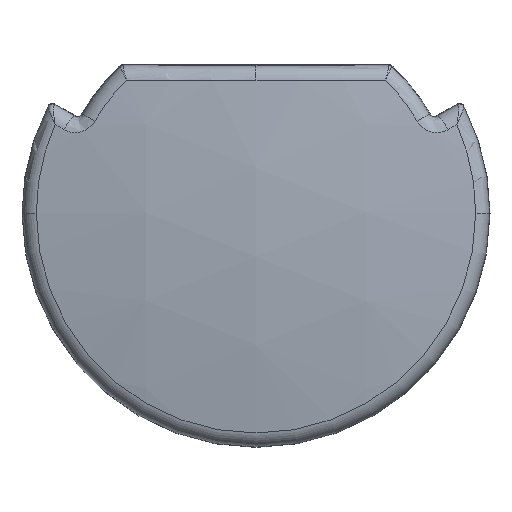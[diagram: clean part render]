
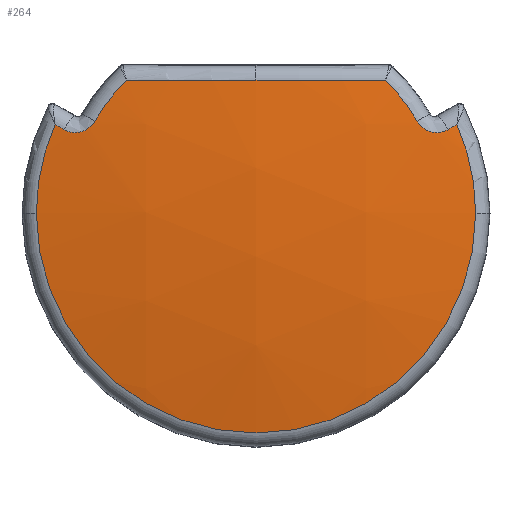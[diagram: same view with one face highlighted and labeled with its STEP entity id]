
A CAD part, top view. The second image highlights one B-rep face of the part: STEP entity #264.
In plain terms, the highlighted spherical face has radius 74.5 mm.
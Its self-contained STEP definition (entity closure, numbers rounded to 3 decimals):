
#264=ADVANCED_FACE('NONE',(#668),#669,.T.);
#668=FACE_OUTER_BOUND('',#1211,.T.);
#669=SPHERICAL_SURFACE('',#1212,74.5);
#1211=EDGE_LOOP('',(#3904,#3905,#3906,#3907,#3908,#3909,#3910,#3911,#3912,#3913,#3914));
#1212=AXIS2_PLACEMENT_3D('',#3915,#3916,#3917);
#3904=ORIENTED_EDGE('',*,*,#5163,.T.);
#3905=ORIENTED_EDGE('',*,*,#5164,.T.);
#3906=ORIENTED_EDGE('',*,*,#5077,.T.);
#3907=ORIENTED_EDGE('',*,*,#5165,.T.);
#3908=ORIENTED_EDGE('',*,*,#5166,.T.);
#3909=ORIENTED_EDGE('',*,*,#5167,.T.);
#3910=ORIENTED_EDGE('',*,*,#5168,.T.);
#3911=ORIENTED_EDGE('',*,*,#5088,.T.);
#3912=ORIENTED_EDGE('',*,*,#5169,.T.);
#3913=ORIENTED_EDGE('',*,*,#5085,.T.);
#3914=ORIENTED_EDGE('',*,*,#5170,.T.);
#3915=CARTESIAN_POINT('',(0.0,0.0,-71.4));
#3916=DIRECTION('',(1.0,0.0,0.0));
#3917=DIRECTION('',(0.0,-1.0,0.0));
#5077=EDGE_CURVE('NONE',#5704,#5701,#5705,.T.);
#5085=EDGE_CURVE('NONE',#5713,#5717,#5719,.T.);
#5088=EDGE_CURVE('NONE',#5724,#5721,#5725,.T.);
#5163=EDGE_CURVE('NONE',#5838,#5839,#5840,.T.);
#5164=EDGE_CURVE('NONE',#5839,#5704,#5841,.T.);
#5165=EDGE_CURVE('NONE',#5701,#5842,#5843,.T.);
#5166=EDGE_CURVE('NONE',#5842,#5844,#5845,.T.);
#5167=EDGE_CURVE('NONE',#5844,#5846,#5847,.T.);
#5168=EDGE_CURVE('NONE',#5846,#5724,#5848,.T.);
#5169=EDGE_CURVE('NONE',#5721,#5713,#5849,.T.);
#5170=EDGE_CURVE('NONE',#5717,#5838,#5850,.T.);
#5701=VERTEX_POINT('',#6506);
#5704=VERTEX_POINT('NONE',#6509);
#5705=CIRCLE('',#6510,73.752);
#5713=VERTEX_POINT('',#6532);
#5717=VERTEX_POINT('NONE',#6536);
#5719=CIRCLE('',#6559,13.143);
#5721=VERTEX_POINT('',#6561);
#5724=VERTEX_POINT('NONE',#6564);
#5725=CIRCLE('',#6565,13.143);
#5838=VERTEX_POINT('NONE',#6795);
#5839=VERTEX_POINT('NONE',#6796);
#5840=B_SPLINE_CURVE_WITH_KNOTS('',3,(#6797,#6798,#6799,#6800,#6801,#6802,#6803,#6804,#6805,#6806,#6807,#6808,#6809,#6810),.UNSPECIFIED.,.F.,.F.,(4,2,2,2,2,2,4),(0.0,0.001,0.001,0.001,0.002,0.002,0.002),.UNSPECIFIED.);
#5841=CIRCLE('',#6811,11.104);
#5842=VERTEX_POINT('NONE',#6812);
#5843=CIRCLE('',#6813,73.752);
#5844=VERTEX_POINT('NONE',#6814);
#5845=CIRCLE('',#6815,11.104);
#5846=VERTEX_POINT('NONE',#6816);
#5847=B_SPLINE_CURVE_WITH_KNOTS('',3,(#6817,#6818,#6819,#6820,#6821,#6822,#6823,#6824,#6825,#6826,#6827,#6828),.UNSPECIFIED.,.F.,.F.,(4,2,2,2,2,4),(0.0,0.001,0.001,0.001,0.002,0.002),.UNSPECIFIED.);
#5848=CIRCLE('',#6829,74.491);
#5849=CIRCLE('',#6830,13.143);
#5850=CIRCLE('',#6831,74.491);
#6506=CARTESIAN_POINT('',(0.,7.947,2.675));
#6509=CARTESIAN_POINT('',(7.74,7.962,2.268));
#6510=AXIS2_PLACEMENT_3D('',#8160,#8161,#8162);
#6532=CARTESIAN_POINT('',(13.143,0.,1.932));
#6536=CARTESIAN_POINT('',(12.018,5.319,1.932));
#6559=AXIS2_PLACEMENT_3D('',#8172,#8173,#8174);
#6561=CARTESIAN_POINT('',(-13.143,0.,1.932));
#6564=CARTESIAN_POINT('',(-12.018,5.319,1.932));
#6565=AXIS2_PLACEMENT_3D('',#8178,#8179,#8180);
#6795=CARTESIAN_POINT('',(11.5,5.015,2.036));
#6796=CARTESIAN_POINT('',(9.639,5.512,2.268));
#6797=CARTESIAN_POINT('',(11.5,5.015,2.036));
#6798=CARTESIAN_POINT('',(11.346,4.925,2.066));
#6799=CARTESIAN_POINT('',(11.174,4.866,2.096));
#6800=CARTESIAN_POINT('',(10.824,4.818,2.152));
#6801=CARTESIAN_POINT('',(10.642,4.829,2.178));
#6802=CARTESIAN_POINT('',(10.384,4.897,2.21));
#6803=CARTESIAN_POINT('',(10.299,4.929,2.22));
#6804=CARTESIAN_POINT('',(10.138,5.008,2.237));
#6805=CARTESIAN_POINT('',(10.063,5.054,2.244));
#6806=CARTESIAN_POINT('',(9.92,5.164,2.256));
#6807=CARTESIAN_POINT('',(9.854,5.226,2.26));
#6808=CARTESIAN_POINT('',(9.736,5.361,2.266));
#6809=CARTESIAN_POINT('',(9.684,5.434,2.268));
#6810=CARTESIAN_POINT('',(9.639,5.512,2.268));
#6811=AXIS2_PLACEMENT_3D('',#8268,#8269,#8270);
#6812=CARTESIAN_POINT('',(-7.74,7.962,2.268));
#6813=AXIS2_PLACEMENT_3D('',#8271,#8272,#8273);
#6814=CARTESIAN_POINT('',(-9.639,5.512,2.268));
#6815=AXIS2_PLACEMENT_3D('',#8274,#8275,#8276);
#6816=CARTESIAN_POINT('',(-11.5,5.015,2.036));
#6817=CARTESIAN_POINT('',(-9.639,5.512,2.268));
#6818=CARTESIAN_POINT('',(-9.729,5.355,2.268));
#6819=CARTESIAN_POINT('',(-9.851,5.217,2.262));
#6820=CARTESIAN_POINT('',(-10.134,5.,2.238));
#6821=CARTESIAN_POINT('',(-10.299,4.919,2.221));
#6822=CARTESIAN_POINT('',(-10.557,4.852,2.188));
#6823=CARTESIAN_POINT('',(-10.647,4.837,2.177));
#6824=CARTESIAN_POINT('',(-10.824,4.827,2.151));
#6825=CARTESIAN_POINT('',(-10.912,4.83,2.138));
#6826=CARTESIAN_POINT('',(-11.177,4.867,2.096));
#6827=CARTESIAN_POINT('',(-11.346,4.925,2.066));
#6828=CARTESIAN_POINT('',(-11.5,5.015,2.036));
#6829=AXIS2_PLACEMENT_3D('',#8277,#8278,#8279);
#6830=AXIS2_PLACEMENT_3D('',#8280,#8281,#8282);
#6831=AXIS2_PLACEMENT_3D('',#8283,#8284,#8285);
#8160=CARTESIAN_POINT('',(0.,10.521,-71.033));
#8161=DIRECTION('',(0.,-0.999,-0.035));
#8162=DIRECTION('',(0.,0.035,-0.999));
#8172=CARTESIAN_POINT('',(0.0,0.0,1.932));
#8173=DIRECTION('',(0.0,0.0,1.0));
#8174=DIRECTION('',(-1.0,0.,0.0));
#8178=CARTESIAN_POINT('',(0.0,0.0,1.932));
#8179=DIRECTION('',(0.0,0.0,1.0));
#8180=DIRECTION('',(-1.0,0.,0.0));
#8268=CARTESIAN_POINT('',(0.0,0.0,2.268));
#8269=DIRECTION('',(0.0,0.0,1.0));
#8270=DIRECTION('',(-1.0,0.0,0.0));
#8271=CARTESIAN_POINT('',(0.,10.521,-71.033));
#8272=DIRECTION('',(0.,-0.999,-0.035));
#8273=DIRECTION('',(0.,0.035,-0.999));
#8274=CARTESIAN_POINT('',(0.0,0.0,2.268));
#8275=DIRECTION('',(0.0,0.0,1.0));
#8276=DIRECTION('',(-1.0,0.,0.0));
#8277=CARTESIAN_POINT('',(0.578,1.001,-71.36));
#8278=DIRECTION('',(-0.5,-0.865,-0.035));
#8279=DIRECTION('',(0.866,-0.5,0.0));
#8280=CARTESIAN_POINT('',(0.0,0.0,1.932));
#8281=DIRECTION('',(0.0,0.0,1.0));
#8282=DIRECTION('',(-1.0,0.,0.0));
#8283=CARTESIAN_POINT('',(-0.578,1.001,-71.36));
#8284=DIRECTION('',(0.5,-0.865,-0.035));
#8285=DIRECTION('',(0.866,0.5,0.0));
